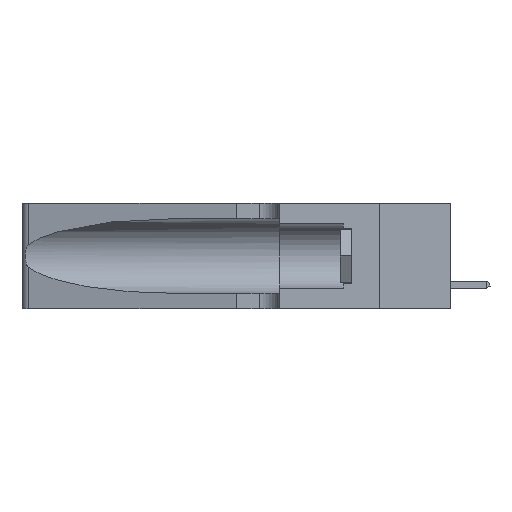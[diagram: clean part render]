
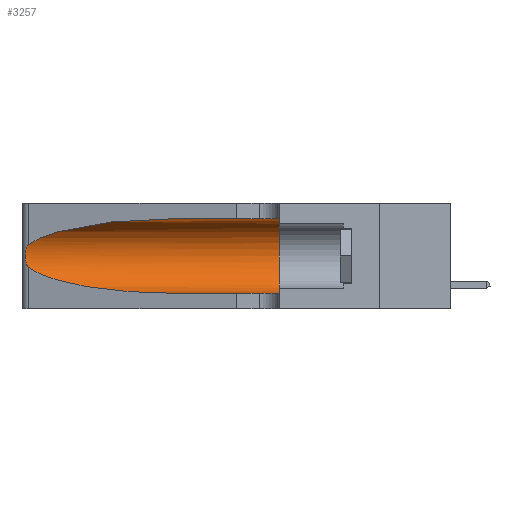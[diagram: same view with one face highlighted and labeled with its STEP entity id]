
A CAD part, left-side view. The second image highlights one B-rep face of the part: STEP entity #3257.
In plain terms, the highlighted cylindrical face has radius 3.308 mm (diameter 6.617 mm), a partial arc.
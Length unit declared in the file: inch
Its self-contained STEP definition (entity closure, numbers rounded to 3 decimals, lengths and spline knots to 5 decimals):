
#889 = CARTESIAN_POINT ( 'NONE',  ( 0.1305, 0.35, 0.185 ) ) ;
#1557 = VERTEX_POINT ( 'NONE', #21040 ) ;
#1766 = CARTESIAN_POINT ( 'NONE',  ( 0.25487, 1.22718, 0.14631 ) ) ;
#1810 = CARTESIAN_POINT ( 'NONE',  ( 0.18966, 0.96281, 0.31525 ) ) ;
#1815 = ORIENTED_EDGE ( 'NONE', *, *, #40038, .T. ) ;
#1887 = CARTESIAN_POINT ( 'NONE',  ( 0.1305, 1.61858, 0.31525 ) ) ;
#1964 = B_SPLINE_CURVE_WITH_KNOTS ( 'NONE', 3,
 ( #24425, #2207, #21281, #5642, #34136, #33579, #37025, #9102, #18261, #14794, #17977, #27579, #27435, #8535 ),
 .UNSPECIFIED., .F., .F.,
 ( 4, 2, 2, 2, 2, 2, 4 ),
 ( 0., 0.00027, 0.00053, 0.00107, 0.0016, 0.00187, 0.00214 ),
 .UNSPECIFIED. ) ;
#2015 = VERTEX_POINT ( 'NONE', #17917 ) ;
#2207 = CARTESIAN_POINT ( 'NONE',  ( 0.25555, 1.22994, 0.2215 ) ) ;
#3257 = ADVANCED_FACE ( 'NONE', ( #18644 ), #16111, .F. ) ;
#4856 = EDGE_CURVE ( 'NONE', #23158, #22694, #12503, .T. ) ;
#5642 = CARTESIAN_POINT ( 'NONE',  ( 0.25787, 1.23484, 0.2124 ) ) ;
#6772 = CARTESIAN_POINT ( 'NONE',  ( 0.1305, 0.72297, 0.05475 ) ) ;
#8535 = CARTESIAN_POINT ( 'NONE',  ( 0.25487, 1.22718, 0.14631 ) ) ;
#9102 = CARTESIAN_POINT ( 'NONE',  ( 0.26075, 1.23896, 0.178 ) ) ;
#9938 = CARTESIAN_POINT ( 'NONE',  ( 0.2373, 1.15595, 0.08982 ) ) ;
#12503 =( BOUNDED_CURVE ( )  B_SPLINE_CURVE ( 3, ( #34849, #9938, #25542, #6772 ),
 .UNSPECIFIED., .F., .F. ) 
 B_SPLINE_CURVE_WITH_KNOTS ( ( 4, 4 ),
 ( 3.44316, 4.71239 ),
 .UNSPECIFIED. ) 
 CURVE ( )  GEOMETRIC_REPRESENTATION_ITEM ( )  RATIONAL_B_SPLINE_CURVE ( ( 1., 0.87, 0.87, 1. ) ) 
 REPRESENTATION_ITEM ( '' )  );
#13843 = CARTESIAN_POINT ( 'NONE',  ( 0.25487, 1.22718, 0.22369 ) ) ;
#14374 = ORIENTED_EDGE ( 'NONE', *, *, #27368, .F. ) ;
#14794 = CARTESIAN_POINT ( 'NONE',  ( 0.25856, 1.23593, 0.16098 ) ) ;
#16111 = CYLINDRICAL_SURFACE ( 'NONE', #23867, 0.13025 ) ;
#16528 = AXIS2_PLACEMENT_3D ( 'NONE', #889, #38543, #19535 ) ;
#16629 = ORIENTED_EDGE ( 'NONE', *, *, #21373, .F. ) ;
#17358 = LINE ( 'NONE', #26832, #24751 ) ;
#17917 = CARTESIAN_POINT ( 'NONE',  ( 0.1305, 0.35, 0.05475 ) ) ;
#17953 = VERTEX_POINT ( 'NONE', #33516 ) ;
#17977 = CARTESIAN_POINT ( 'NONE',  ( 0.25789, 1.23486, 0.15765 ) ) ;
#18261 = CARTESIAN_POINT ( 'NONE',  ( 0.26017, 1.23833, 0.17102 ) ) ;
#18644 = FACE_OUTER_BOUND ( 'NONE', #36281, .T. ) ;
#18755 = CARTESIAN_POINT ( 'NONE',  ( 0.1305, 1.61858, 0.185 ) ) ;
#19535 = DIRECTION ( 'NONE',  ( 0., 0., 1. ) ) ;
#20273 = ORIENTED_EDGE ( 'NONE', *, *, #4856, .T. ) ;
#20370 = EDGE_CURVE ( 'NONE', #1557, #23158, #1964, .T. ) ;
#20472 = CARTESIAN_POINT ( 'NONE',  ( 0.1305, 0.72297, 0.31525 ) ) ;
#21040 = CARTESIAN_POINT ( 'NONE',  ( 0.25487, 1.22718, 0.22369 ) ) ;
#21281 = CARTESIAN_POINT ( 'NONE',  ( 0.25639, 1.23184, 0.21858 ) ) ;
#21373 = EDGE_CURVE ( 'NONE', #17953, #2015, #28553, .T. ) ;
#22300 = DIRECTION ( 'NONE',  ( 0., 0., -1. ) ) ;
#22694 = VERTEX_POINT ( 'NONE', #40017 ) ;
#23158 = VERTEX_POINT ( 'NONE', #1766 ) ;
#23678 = DIRECTION ( 'NONE',  ( 0., -1., 0. ) ) ;
#23867 = AXIS2_PLACEMENT_3D ( 'NONE', #18755, #34491, #22300 ) ;
#24425 = CARTESIAN_POINT ( 'NONE',  ( 0.25487, 1.22718, 0.22369 ) ) ;
#24751 = VECTOR ( 'NONE', #30100, 39.37008 ) ;
#25542 = CARTESIAN_POINT ( 'NONE',  ( 0.18966, 0.96281, 0.05475 ) ) ;
#26832 = CARTESIAN_POINT ( 'NONE',  ( 0.1305, 1.61858, 0.05475 ) ) ;
#27368 = EDGE_CURVE ( 'NONE', #35571, #17953, #29862, .T. ) ;
#27435 = CARTESIAN_POINT ( 'NONE',  ( 0.25555, 1.22993, 0.14849 ) ) ;
#27579 = CARTESIAN_POINT ( 'NONE',  ( 0.25639, 1.23186, 0.15144 ) ) ;
#27645 = ORIENTED_EDGE ( 'NONE', *, *, #20370, .T. ) ;
#28422 = VECTOR ( 'NONE', #23678, 39.37008 ) ;
#28553 = CIRCLE ( 'NONE', #16528, 0.13025 ) ;
#29056 = CARTESIAN_POINT ( 'NONE',  ( 0.1305, 0.72297, 0.31525 ) ) ;
#29862 = LINE ( 'NONE', #1887, #28422 ) ;
#30100 = DIRECTION ( 'NONE',  ( 0., -1., 0. ) ) ;
#33012 = CARTESIAN_POINT ( 'NONE',  ( 0.2373, 1.15595, 0.28018 ) ) ;
#33516 = CARTESIAN_POINT ( 'NONE',  ( 0.1305, 0.35, 0.31525 ) ) ;
#33579 = CARTESIAN_POINT ( 'NONE',  ( 0.26018, 1.23835, 0.19895 ) ) ;
#34136 = CARTESIAN_POINT ( 'NONE',  ( 0.25854, 1.2359, 0.20912 ) ) ;
#34491 = DIRECTION ( 'NONE',  ( 0., -1., 0. ) ) ;
#34849 = CARTESIAN_POINT ( 'NONE',  ( 0.25487, 1.22718, 0.14631 ) ) ;
#35571 = VERTEX_POINT ( 'NONE', #29056 ) ;
#36281 = EDGE_LOOP ( 'NONE', ( #1815, #27645, #20273, #37703, #16629, #14374 ) ) ;
#36402 = EDGE_CURVE ( 'NONE', #22694, #2015, #17358, .T. ) ;
#37025 = CARTESIAN_POINT ( 'NONE',  ( 0.26075, 1.23896, 0.19203 ) ) ;
#37703 = ORIENTED_EDGE ( 'NONE', *, *, #36402, .T. ) ;
#38543 = DIRECTION ( 'NONE',  ( 0., 1., 0. ) ) ;
#39621 =( BOUNDED_CURVE ( )  B_SPLINE_CURVE ( 3, ( #20472, #1810, #33012, #13843 ),
 .UNSPECIFIED., .F., .T. ) 
 B_SPLINE_CURVE_WITH_KNOTS ( ( 4, 4 ),
 ( 1.5708, 2.84003 ),
 .UNSPECIFIED. ) 
 CURVE ( )  GEOMETRIC_REPRESENTATION_ITEM ( )  RATIONAL_B_SPLINE_CURVE ( ( 1., 0.87, 0.87, 1. ) ) 
 REPRESENTATION_ITEM ( '' )  );
#40017 = CARTESIAN_POINT ( 'NONE',  ( 0.1305, 0.72297, 0.05475 ) ) ;
#40038 = EDGE_CURVE ( 'NONE', #35571, #1557, #39621, .T. ) ;
